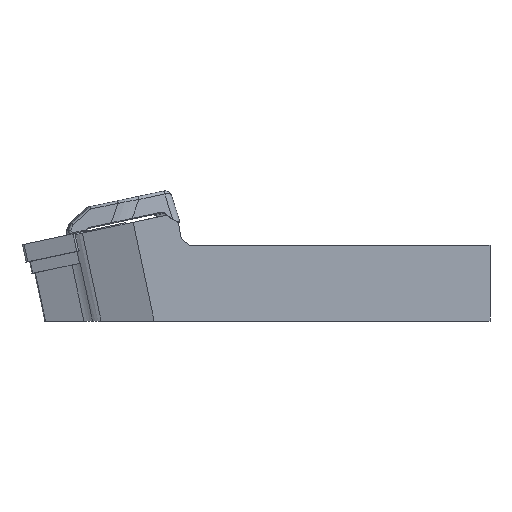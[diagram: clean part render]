
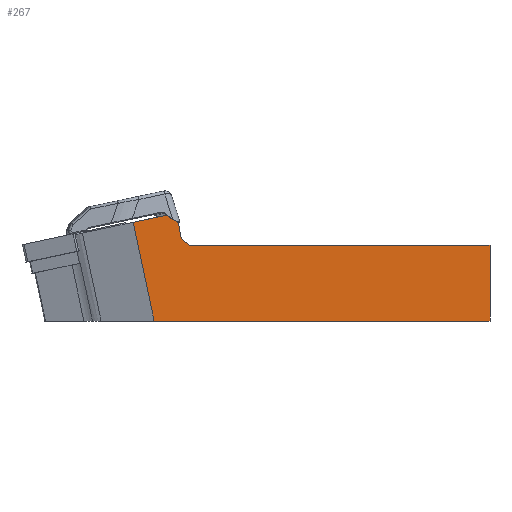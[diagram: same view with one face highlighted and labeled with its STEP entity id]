
A CAD part, front view. The second image highlights one B-rep face of the part: STEP entity #267.
In plain terms, the highlighted planar face has unit normal (0, -1, 0).
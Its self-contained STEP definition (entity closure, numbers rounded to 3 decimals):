
#267=ADVANCED_FACE('',(#434),#381,.F.);
#381=PLANE('',#2175);
#434=FACE_OUTER_BOUND('',#552,.T.);
#552=EDGE_LOOP('',(#805,#806,#807,#808,#809,#810,#811,#812));
#805=ORIENTED_EDGE('',*,*,#1568,.F.);
#806=ORIENTED_EDGE('',*,*,#1570,.T.);
#807=ORIENTED_EDGE('',*,*,#1529,.F.);
#808=ORIENTED_EDGE('',*,*,#1571,.T.);
#809=ORIENTED_EDGE('',*,*,#1562,.F.);
#810=ORIENTED_EDGE('',*,*,#1572,.F.);
#811=ORIENTED_EDGE('',*,*,#1573,.F.);
#812=ORIENTED_EDGE('',*,*,#1574,.T.);
#1340=VERTEX_POINT('',#3013);
#1341=VERTEX_POINT('',#3015);
#1364=VERTEX_POINT('',#3078);
#1365=VERTEX_POINT('',#3080);
#1370=VERTEX_POINT('',#3094);
#1371=VERTEX_POINT('',#3096);
#1372=VERTEX_POINT('',#3102);
#1373=VERTEX_POINT('',#3104);
#1529=EDGE_CURVE('',#1340,#1341,#1825,.T.);
#1562=EDGE_CURVE('',#1364,#1365,#1846,.T.);
#1568=EDGE_CURVE('',#1370,#1371,#1851,.T.);
#1570=EDGE_CURVE('',#1370,#1341,#1853,.T.);
#1571=EDGE_CURVE('',#1340,#1365,#1854,.T.);
#1572=EDGE_CURVE('',#1372,#1364,#1855,.T.);
#1573=EDGE_CURVE('',#1373,#1372,#1856,.T.);
#1574=EDGE_CURVE('',#1373,#1371,#1857,.T.);
#1825=LINE('',#3014,#1991);
#1846=LINE('',#3079,#2012);
#1851=LINE('',#3095,#2017);
#1853=LINE('',#3099,#2019);
#1854=LINE('',#3100,#2020);
#1855=LINE('',#3101,#2021);
#1856=LINE('',#3103,#2022);
#1857=LINE('',#3105,#2023);
#1991=VECTOR('',#2396,1.);
#2012=VECTOR('',#2457,1.);
#2017=VECTOR('',#2464,1.);
#2019=VECTOR('',#2468,1.);
#2020=VECTOR('',#2469,1.);
#2021=VECTOR('',#2470,1.);
#2022=VECTOR('',#2471,1.);
#2023=VECTOR('',#2472,1.);
#2175=AXIS2_PLACEMENT_3D('',#3106,#2473,#2474);
#2396=DIRECTION('',(0.978,0.,0.208));
#2457=DIRECTION('',(-1.,0.,0.));
#2464=DIRECTION('',(0.174,0.,-0.985));
#2468=DIRECTION('',(-0.839,0.,0.545));
#2469=DIRECTION('',(0.208,0.,-0.978));
#2470=DIRECTION('',(0.,0.,-1.));
#2471=DIRECTION('',(1.,0.,0.));
#2472=DIRECTION('',(-0.819,0.,0.574));
#2473=DIRECTION('',(0.,1.,0.));
#2474=DIRECTION('',(-1.,0.,0.));
#3013=CARTESIAN_POINT('',(31.085,-20.,6.001));
#3014=CARTESIAN_POINT('',(9.335,-20.,1.378));
#3015=CARTESIAN_POINT('',(39.834,-20.,7.86));
#3078=CARTESIAN_POINT('',(125.,-20.,-20.));
#3079=CARTESIAN_POINT('',(-1.,-20.,-20.));
#3080=CARTESIAN_POINT('',(36.612,-20.,-20.));
#3094=CARTESIAN_POINT('',(42.973,-20.,5.822));
#3095=CARTESIAN_POINT('',(34.093,-20.,56.188));
#3096=CARTESIAN_POINT('',(43.718,-20.,1.598));
#3099=CARTESIAN_POINT('',(39.478,-20.,8.091));
#3100=CARTESIAN_POINT('',(39.327,-20.,-32.773));
#3101=CARTESIAN_POINT('',(125.,-20.,50.));
#3102=CARTESIAN_POINT('',(125.,-20.,0.));
#3103=CARTESIAN_POINT('',(-1.,-20.,0.));
#3104=CARTESIAN_POINT('',(46.,-20.,0.));
#3105=CARTESIAN_POINT('',(-9.03,-20.,38.532));
#3106=CARTESIAN_POINT('',(-1.,-20.,50.));
